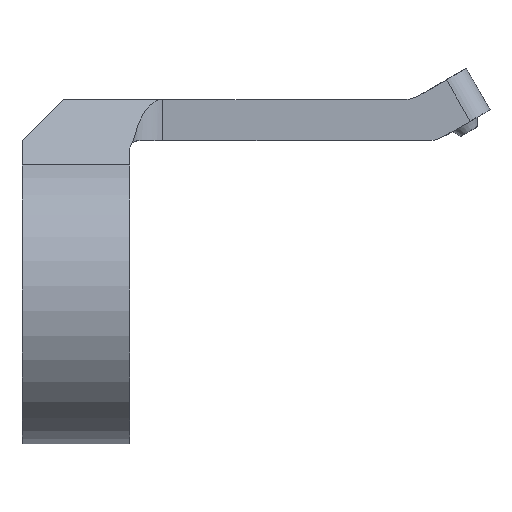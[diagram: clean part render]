
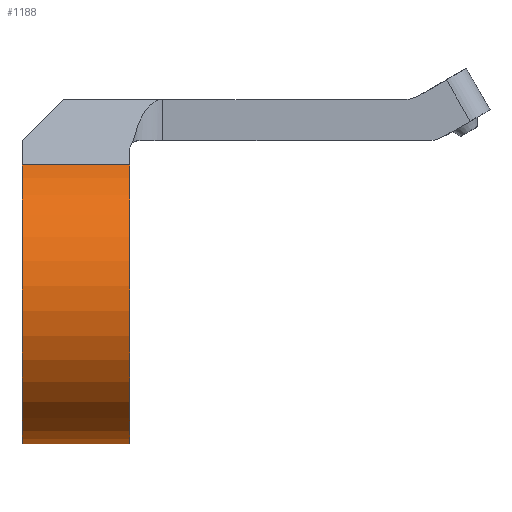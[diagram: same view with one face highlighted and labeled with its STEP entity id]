
A CAD part, front view. The second image highlights one B-rep face of the part: STEP entity #1188.
In plain terms, the highlighted cylindrical face has radius 35.5 mm (diameter 71 mm), a partial arc.
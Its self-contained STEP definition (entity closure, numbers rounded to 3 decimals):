
#330 = CARTESIAN_POINT ( 'NONE',  ( 18., 15.603, 31.887 ) ) ;
#381 = FACE_OUTER_BOUND ( 'NONE', #4779, .T. ) ;
#620 = AXIS2_PLACEMENT_3D ( 'NONE', #3928, #5989, #4666 ) ;
#824 = EDGE_CURVE ( 'NONE', #5147, #4276, #4198, .T. ) ;
#1158 = VERTEX_POINT ( 'NONE', #1162 ) ;
#1162 = CARTESIAN_POINT ( 'NONE',  ( 18., -15.603, 31.887 ) ) ;
#1188 = ADVANCED_FACE ( 'NONE', ( #381 ), #4989, .T. ) ;
#1369 = DIRECTION ( 'NONE',  ( 0., 0., 1. ) ) ;
#1953 = DIRECTION ( 'NONE',  ( 1., 0., 0. ) ) ;
#1954 = DIRECTION ( 'NONE',  ( -1., 0., 0. ) ) ;
#1994 = CARTESIAN_POINT ( 'NONE',  ( -10., -15.603, 31.887 ) ) ;
#2075 = EDGE_CURVE ( 'NONE', #1158, #4276, #7851, .T. ) ;
#2581 = VECTOR ( 'NONE', #1953, 1000. ) ;
#2597 = LINE ( 'NONE', #7850, #2581 ) ;
#3206 = ORIENTED_EDGE ( 'NONE', *, *, #6816, .T. ) ;
#3893 = EDGE_CURVE ( 'NONE', #5147, #4634, #2597, .T. ) ;
#3928 = CARTESIAN_POINT ( 'NONE',  ( -8., 0., 0. ) ) ;
#3959 = AXIS2_PLACEMENT_3D ( 'NONE', #6329, #7619, #4345 ) ;
#4198 = CIRCLE ( 'NONE', #620, 35.5 ) ;
#4241 = CIRCLE ( 'NONE', #6164, 35.5 ) ;
#4276 = VERTEX_POINT ( 'NONE', #5513 ) ;
#4345 = DIRECTION ( 'NONE',  ( 0., 0., 1. ) ) ;
#4634 = VERTEX_POINT ( 'NONE', #330 ) ;
#4666 = DIRECTION ( 'NONE',  ( 0., 0., 1. ) ) ;
#4683 = DIRECTION ( 'NONE',  ( -1., 0., 0. ) ) ;
#4779 = EDGE_LOOP ( 'NONE', ( #5083, #5769, #3206, #7746 ) ) ;
#4989 = CYLINDRICAL_SURFACE ( 'NONE', #3959, 35.5 ) ;
#5083 = ORIENTED_EDGE ( 'NONE', *, *, #824, .F. ) ;
#5147 = VERTEX_POINT ( 'NONE', #5245 ) ;
#5245 = CARTESIAN_POINT ( 'NONE',  ( -8., 15.603, 31.887 ) ) ;
#5513 = CARTESIAN_POINT ( 'NONE',  ( -8., -15.603, 31.887 ) ) ;
#5769 = ORIENTED_EDGE ( 'NONE', *, *, #3893, .T. ) ;
#5989 = DIRECTION ( 'NONE',  ( -1., 0., 0. ) ) ;
#6164 = AXIS2_PLACEMENT_3D ( 'NONE', #6702, #4683, #1369 ) ;
#6329 = CARTESIAN_POINT ( 'NONE',  ( -10., 0., 0. ) ) ;
#6702 = CARTESIAN_POINT ( 'NONE',  ( 18., 0., 0. ) ) ;
#6816 = EDGE_CURVE ( 'NONE', #4634, #1158, #4241, .T. ) ;
#7619 = DIRECTION ( 'NONE',  ( -1., 0., 0. ) ) ;
#7746 = ORIENTED_EDGE ( 'NONE', *, *, #2075, .T. ) ;
#7850 = CARTESIAN_POINT ( 'NONE',  ( -10., 15.603, 31.887 ) ) ;
#7851 = LINE ( 'NONE', #1994, #8126 ) ;
#8126 = VECTOR ( 'NONE', #1954, 1000. ) ;
